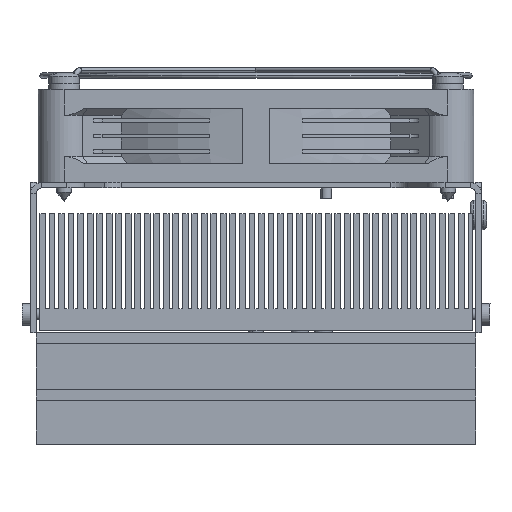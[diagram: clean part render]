
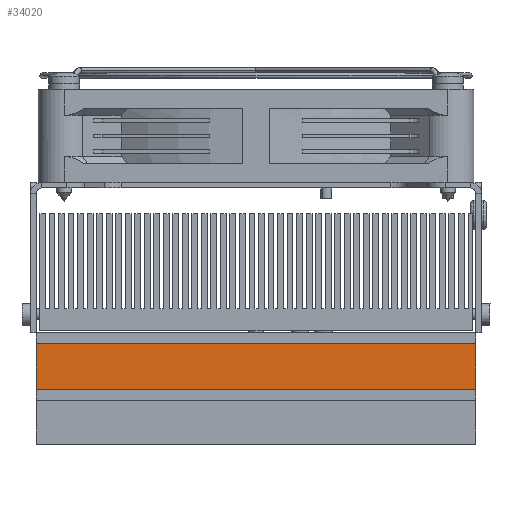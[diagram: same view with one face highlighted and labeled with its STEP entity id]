
A CAD part, front view. The second image highlights one B-rep face of the part: STEP entity #34020.
In plain terms, the highlighted planar face has unit normal (0, -1, 0).
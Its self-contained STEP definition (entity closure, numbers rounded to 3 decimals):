
#2605 = EDGE_CURVE ( 'NONE', #30603, #17909, #13958, .T. ) ;
#2786 = DIRECTION ( 'NONE',  ( 1., 0., 0. ) ) ;
#4324 = CARTESIAN_POINT ( 'NONE',  ( 60., -115., -11. ) ) ;
#7777 = AXIS2_PLACEMENT_3D ( 'NONE', #20846, #57383, #30024 ) ;
#8527 = DIRECTION ( 'NONE',  ( 0., 0., 1. ) ) ;
#11707 = EDGE_CURVE ( 'NONE', #25448, #40687, #12744, .T. ) ;
#12744 = LINE ( 'NONE', #35905, #35633 ) ;
#13958 = LINE ( 'NONE', #4324, #48938 ) ;
#14275 = EDGE_CURVE ( 'NONE', #25448, #30603, #33612, .T. ) ;
#16848 = ORIENTED_EDGE ( 'NONE', *, *, #14275, .T. ) ;
#17417 = ORIENTED_EDGE ( 'NONE', *, *, #42264, .F. ) ;
#17909 = VERTEX_POINT ( 'NONE', #42305 ) ;
#20846 = CARTESIAN_POINT ( 'NONE',  ( 60., -115., -11. ) ) ;
#21901 = CARTESIAN_POINT ( 'NONE',  ( -60., -115., -11. ) ) ;
#24180 = VECTOR ( 'NONE', #2786, 1000. ) ;
#25448 = VERTEX_POINT ( 'NONE', #35119 ) ;
#27071 = DIRECTION ( 'NONE',  ( 0., 0., 1. ) ) ;
#29083 = ORIENTED_EDGE ( 'NONE', *, *, #2605, .T. ) ;
#29542 = DIRECTION ( 'NONE',  ( 1., 0., 0. ) ) ;
#30024 = DIRECTION ( 'NONE',  ( 1., 0., 0. ) ) ;
#30518 = ORIENTED_EDGE ( 'NONE', *, *, #11707, .F. ) ;
#30603 = VERTEX_POINT ( 'NONE', #52095 ) ;
#30787 = VECTOR ( 'NONE', #29542, 1000. ) ;
#33612 = LINE ( 'NONE', #52292, #30787 ) ;
#34020 = ADVANCED_FACE ( 'NONE', ( #54397 ), #52772, .F. ) ;
#35119 = CARTESIAN_POINT ( 'NONE',  ( -60., -115., -23.5 ) ) ;
#35633 = VECTOR ( 'NONE', #8527, 1000. ) ;
#35905 = CARTESIAN_POINT ( 'NONE',  ( -60., -115., -11. ) ) ;
#37767 = LINE ( 'NONE', #57469, #24180 ) ;
#40687 = VERTEX_POINT ( 'NONE', #21901 ) ;
#42264 = EDGE_CURVE ( 'NONE', #40687, #17909, #37767, .T. ) ;
#42305 = CARTESIAN_POINT ( 'NONE',  ( 60., -115., -11. ) ) ;
#45942 = EDGE_LOOP ( 'NONE', ( #30518, #16848, #29083, #17417 ) ) ;
#48938 = VECTOR ( 'NONE', #27071, 1000. ) ;
#52095 = CARTESIAN_POINT ( 'NONE',  ( 60., -115., -23.5 ) ) ;
#52292 = CARTESIAN_POINT ( 'NONE',  ( 0., -115., -23.5 ) ) ;
#52772 = PLANE ( 'NONE',  #7777 ) ;
#54397 = FACE_OUTER_BOUND ( 'NONE', #45942, .T. ) ;
#57383 = DIRECTION ( 'NONE',  ( 0., 1., 0. ) ) ;
#57469 = CARTESIAN_POINT ( 'NONE',  ( 60., -115., -11. ) ) ;
